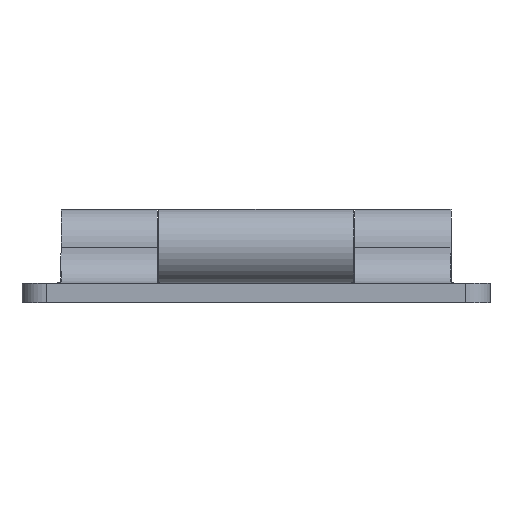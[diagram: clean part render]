
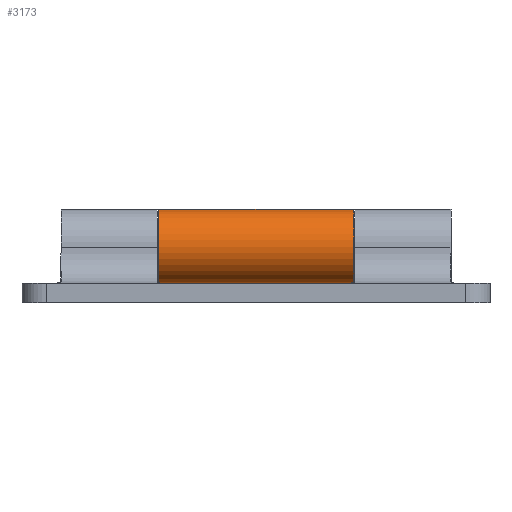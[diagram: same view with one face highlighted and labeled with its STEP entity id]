
A CAD part, left-side view. The second image highlights one B-rep face of the part: STEP entity #3173.
In plain terms, the highlighted cylindrical face has radius 7.65 mm (diameter 15.3 mm), a partial arc.
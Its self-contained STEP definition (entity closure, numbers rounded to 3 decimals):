
#152 = LINE ( 'NONE', #2007, #1895 ) ;
#363 = VERTEX_POINT ( 'NONE', #2961 ) ;
#457 = LINE ( 'NONE', #1804, #2579 ) ;
#573 = VERTEX_POINT ( 'NONE', #4090 ) ;
#694 = FACE_OUTER_BOUND ( 'NONE', #2261, .T. ) ;
#758 = VERTEX_POINT ( 'NONE', #1905 ) ;
#1065 = AXIS2_PLACEMENT_3D ( 'NONE', #1190, #1194, #1195 ) ;
#1190 = CARTESIAN_POINT ( 'NONE',  ( -11.5, -20., 2.3 ) ) ;
#1194 = DIRECTION ( 'NONE',  ( 0., 1., 0. ) ) ;
#1195 = DIRECTION ( 'NONE',  ( 0., 0., -1. ) ) ;
#1460 = DIRECTION ( 'NONE',  ( 0., 1., 0. ) ) ;
#1569 = ORIENTED_EDGE ( 'NONE', *, *, #1942, .T. ) ;
#1612 = ORIENTED_EDGE ( 'NONE', *, *, #1645, .F. ) ;
#1645 = EDGE_CURVE ( 'NONE', #1699, #363, #2410, .T. ) ;
#1699 = VERTEX_POINT ( 'NONE', #1876 ) ;
#1797 = DIRECTION ( 'NONE',  ( 0., -1., 0. ) ) ;
#1804 = CARTESIAN_POINT ( 'NONE',  ( -11.5, 20., 9.95 ) ) ;
#1876 = CARTESIAN_POINT ( 'NONE',  ( -11.5, 20., -5.35 ) ) ;
#1895 = VECTOR ( 'NONE', #3155, 1000. ) ;
#1905 = CARTESIAN_POINT ( 'NONE',  ( -11.5, -20., -5.35 ) ) ;
#1942 = EDGE_CURVE ( 'NONE', #1699, #758, #152, .T. ) ;
#2007 = CARTESIAN_POINT ( 'NONE',  ( -11.5, 20., -5.35 ) ) ;
#2261 = EDGE_LOOP ( 'NONE', ( #3701, #1612, #1569, #2312 ) ) ;
#2312 = ORIENTED_EDGE ( 'NONE', *, *, #4507, .T. ) ;
#2333 = AXIS2_PLACEMENT_3D ( 'NONE', #3192, #3146, #3147 ) ;
#2384 = CYLINDRICAL_SURFACE ( 'NONE', #2333, 7.65 ) ;
#2410 = CIRCLE ( 'NONE', #3227, 7.65 ) ;
#2579 = VECTOR ( 'NONE', #1797, 1000. ) ;
#2961 = CARTESIAN_POINT ( 'NONE',  ( -11.5, 20., 9.95 ) ) ;
#3146 = DIRECTION ( 'NONE',  ( 0., -1., 0. ) ) ;
#3147 = DIRECTION ( 'NONE',  ( 0., 0., -1. ) ) ;
#3155 = DIRECTION ( 'NONE',  ( 0., -1., 0. ) ) ;
#3173 = ADVANCED_FACE ( 'NONE', ( #694 ), #2384, .T. ) ;
#3192 = CARTESIAN_POINT ( 'NONE',  ( -11.5, 20., 2.3 ) ) ;
#3227 = AXIS2_PLACEMENT_3D ( 'NONE', #4253, #1460, #3975 ) ;
#3375 = CIRCLE ( 'NONE', #1065, 7.65 ) ;
#3701 = ORIENTED_EDGE ( 'NONE', *, *, #3744, .F. ) ;
#3744 = EDGE_CURVE ( 'NONE', #363, #573, #457, .T. ) ;
#3975 = DIRECTION ( 'NONE',  ( 0., 0., -1. ) ) ;
#4090 = CARTESIAN_POINT ( 'NONE',  ( -11.5, -20., 9.95 ) ) ;
#4253 = CARTESIAN_POINT ( 'NONE',  ( -11.5, 20., 2.3 ) ) ;
#4507 = EDGE_CURVE ( 'NONE', #758, #573, #3375, .T. ) ;
